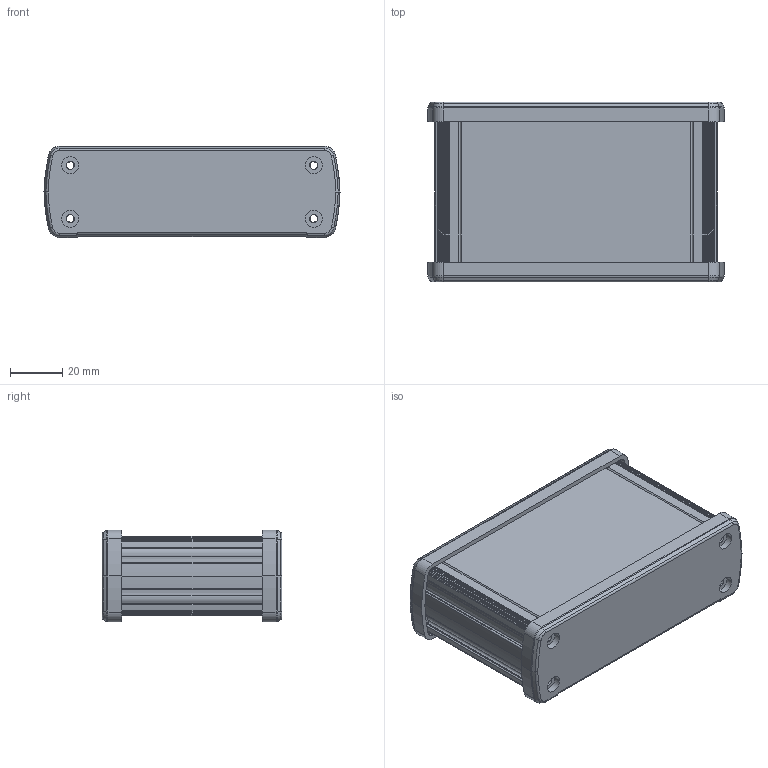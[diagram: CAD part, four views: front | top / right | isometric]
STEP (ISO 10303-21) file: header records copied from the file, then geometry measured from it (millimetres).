
FILE_DESCRIPTION (( 'STEP AP214' ), '1' );
FILE_NAME ('ALUG704060.STEP', '2015-07-11T06:38:48', ( 'AsusUser' ), ( '' ), 'SwSTEP 2.0', 'SolidWorks 2014', '' );
FILE_SCHEMA (( 'AUTOMOTIVE_DESIGN' ));
Length unit declared in the file: millimetre
Products named in the file (3): ALUG704-PANEL; ALUG704-BODY; ALUG704060
Assembly tree (3 placements, depth 2):
  ALUG704060
    ALUG704-BODY
    ALUG704-PANEL  x2
Bounding box: 113.7 x 69 x 35.2 mm (x, y, z)
Volume: 72329.7 mm3; surface area: 63086.6 mm2
Topology: 3 solids, 3 shells, 664 faces, 1696 edges, 1044 vertices
Faces by surface type: cylinder 328, plane 220, torus 80, cone 16, sphere 16, bspline 4
Entity records: 13989 total; most frequent: CARTESIAN_POINT 2524, DIRECTION 2513, ORIENTED_EDGE 2352, EDGE_CURVE 1176, AXIS2_PLACEMENT_3D 923, VERTEX_POINT 746, LINE 667, VECTOR 667
